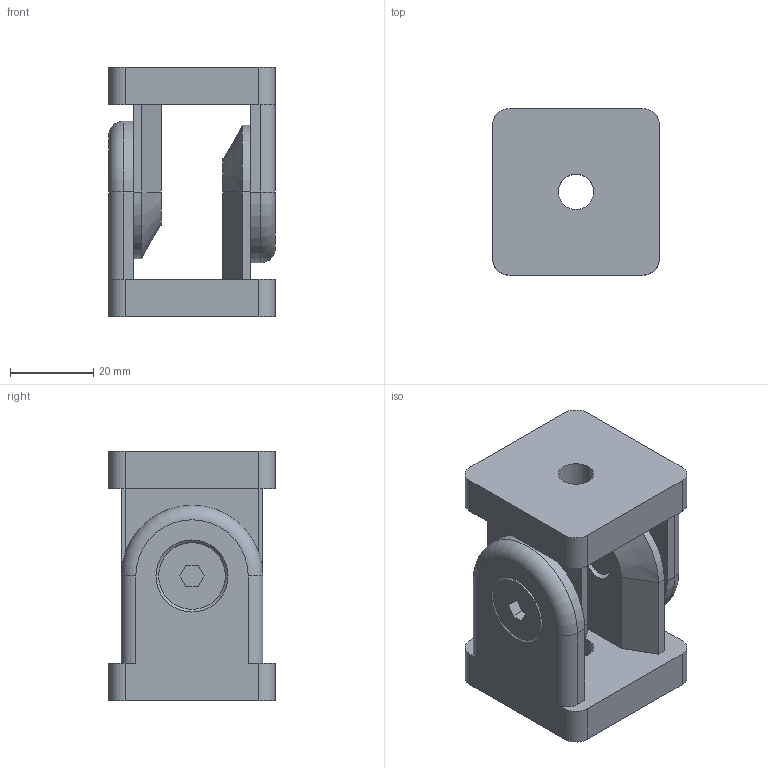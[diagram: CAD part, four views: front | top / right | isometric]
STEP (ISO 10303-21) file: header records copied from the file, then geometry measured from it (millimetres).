
FILE_DESCRIPTION(/* description */ (''),/* implementation_level */ '2;1');
FILE_NAME(/* name */ '130505',/* time_stamp */ '2014-10-06T12:18:49+02:00',/* author */ (''),/* organization */ (''),/* preprocessor_version */ 'ST-DEVELOPER v14',/* originating_system */ 'HiCAD 2013 1802.4 Build 509',/* authorisation */ '');
FILE_SCHEMA (('AUTOMOTIVE_DESIGN { 1 0 10303 214 1 1 1 1 }'));
Length unit declared in the file: millimetre
Products named in the file (6): Root; 130505Scharnier 40BOIKON; 900612Verz. inbusbout DIN 7991 EV M8 x 12Countersunk head bolts0
Assembly tree (5 placements, depth 3):
  Root
    130505Scharnier 40BOIKON
      900612Verz. inbusbout DIN 7991 EV M8 x 12Countersunk head bolts0
      900612Verz. inbusbout DIN 7991 EV M8 x 12Countersunk head bolts0
      (unnamed)
      (unnamed)
Bounding box: 40 x 40 x 60 mm (x, y, z)
Volume: 51382 mm3; surface area: 20725.5 mm2
Topology: 4 solids, 4 shells, 94 faces, 230 edges, 160 vertices
Faces by surface type: plane 52, cylinder 32, cone 8, torus 2
Full cylindrical faces by diameter (mm): 6.466 x2, 8 x4, 8.5 x2, 9 x2, 16 x4, 26 x2
Entity records: 4634 total; most frequent: DIRECTION 472, CARTESIAN_POINT 444, PRESENTATION_STYLE_ASSIGNMENT 392, COLOUR_RGB 390, DRAUGHTING_PRE_DEFINED_CURVE_FONT 388, CURVE_STYLE 388, OVER_RIDING_STYLED_ITEM 388, ORIENTED_EDGE 388
